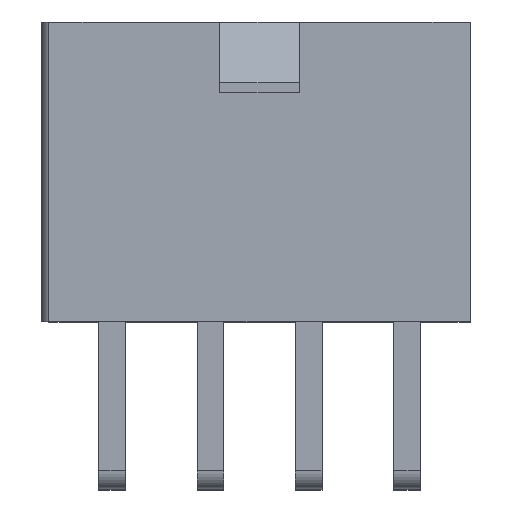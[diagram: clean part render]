
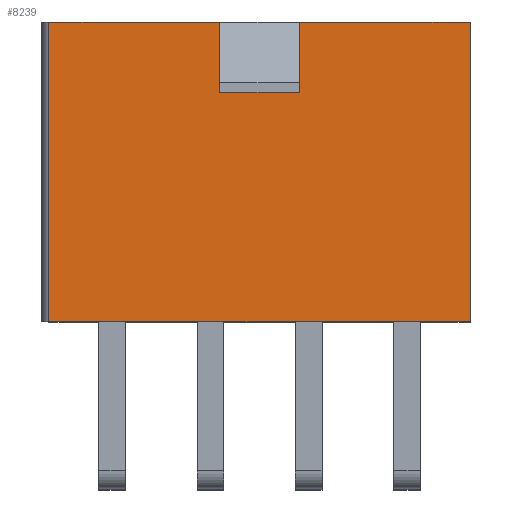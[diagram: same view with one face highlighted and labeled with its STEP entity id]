
A CAD part, top view. The second image highlights one B-rep face of the part: STEP entity #8239.
In plain terms, the highlighted planar face has unit normal (0, 0, 1).
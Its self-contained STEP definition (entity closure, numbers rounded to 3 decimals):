
#675=ORIENTED_EDGE('',*,*,#2166,.F.);
#676=ORIENTED_EDGE('',*,*,#2167,.F.);
#677=ORIENTED_EDGE('',*,*,#2170,.F.);
#678=ORIENTED_EDGE('',*,*,#2218,.F.);
#679=ORIENTED_EDGE('',*,*,#2217,.T.);
#680=ORIENTED_EDGE('',*,*,#2219,.T.);
#681=ORIENTED_EDGE('',*,*,#2212,.F.);
#682=ORIENTED_EDGE('',*,*,#2220,.F.);
#2166=EDGE_CURVE('',#2905,#2904,#3493,.T.);
#2167=EDGE_CURVE('',#2906,#2905,#3494,.T.);
#2170=EDGE_CURVE('',#2907,#2906,#3497,.T.);
#2212=EDGE_CURVE('',#2935,#2936,#3539,.T.);
#2217=EDGE_CURVE('',#2937,#2938,#3544,.T.);
#2218=EDGE_CURVE('',#2937,#2907,#3545,.T.);
#2219=EDGE_CURVE('',#2938,#2936,#3546,.T.);
#2220=EDGE_CURVE('',#2904,#2935,#3547,.T.);
#2904=VERTEX_POINT('',#11161);
#2905=VERTEX_POINT('',#11163);
#2906=VERTEX_POINT('',#11167);
#2907=VERTEX_POINT('',#11171);
#2935=VERTEX_POINT('',#11254);
#2936=VERTEX_POINT('',#11256);
#2937=VERTEX_POINT('',#11261);
#2938=VERTEX_POINT('',#11263);
#3493=LINE('',#11164,#4262);
#3494=LINE('',#11166,#4263);
#3497=LINE('',#11172,#4266);
#3539=LINE('',#11255,#4308);
#3544=LINE('',#11264,#4313);
#3545=LINE('',#11266,#4314);
#3546=LINE('',#11267,#4315);
#3547=LINE('',#11268,#4316);
#4262=VECTOR('',#9368,1000.);
#4263=VECTOR('',#9371,1000.);
#4266=VECTOR('',#9376,1000.);
#4308=VECTOR('',#9444,1000.);
#4313=VECTOR('',#9451,1000.);
#4314=VECTOR('',#9454,1000.);
#4315=VECTOR('',#9455,1000.);
#4316=VECTOR('',#9456,1000.);
#4824=EDGE_LOOP('',(#675,#676,#677,#678,#679,#680,#681,#682));
#5207=FACE_BOUND('',#4824,.T.);
#5575=PLANE('',#8585);
#8239=ADVANCED_FACE('',(#5207),#5575,.T.);
#8585=AXIS2_PLACEMENT_3D('',#11265,#9452,#9453);
#9368=DIRECTION('',(0.,-1.,0.));
#9371=DIRECTION('',(-1.,0.,0.));
#9376=DIRECTION('',(0.,1.,0.));
#9444=DIRECTION('',(0.,1.,0.));
#9451=DIRECTION('',(0.,1.,0.));
#9452=DIRECTION('',(0.,0.,1.));
#9453=DIRECTION('',(1.,0.,0.));
#9454=DIRECTION('',(-1.,0.,0.));
#9455=DIRECTION('',(-1.,0.,0.));
#9456=DIRECTION('',(-1.,0.,0.));
#11161=CARTESIAN_POINT('',(-1.7,-6.4,4.8));
#11163=CARTESIAN_POINT('',(-1.7,-3.4,4.8));
#11164=CARTESIAN_POINT('',(-1.7,-3.4,4.8));
#11166=CARTESIAN_POINT('',(1.7,-3.4,4.8));
#11167=CARTESIAN_POINT('',(1.7,-3.4,4.8));
#11171=CARTESIAN_POINT('',(1.7,-6.4,4.8));
#11172=CARTESIAN_POINT('',(1.7,-6.4,4.8));
#11254=CARTESIAN_POINT('',(-9.,-6.4,4.8));
#11255=CARTESIAN_POINT('',(-9.,-6.4,4.8));
#11256=CARTESIAN_POINT('',(-9.,6.4,4.8));
#11261=CARTESIAN_POINT('',(9.,-6.4,4.8));
#11263=CARTESIAN_POINT('',(9.,6.4,4.8));
#11264=CARTESIAN_POINT('',(9.,-6.4,4.8));
#11265=CARTESIAN_POINT('',(9.,-6.4,4.8));
#11266=CARTESIAN_POINT('',(9.,-6.4,4.8));
#11267=CARTESIAN_POINT('',(9.,6.4,4.8));
#11268=CARTESIAN_POINT('',(9.,-6.4,4.8));
